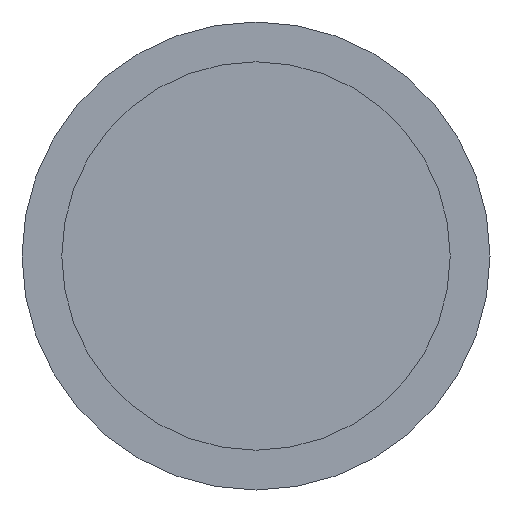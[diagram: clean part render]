
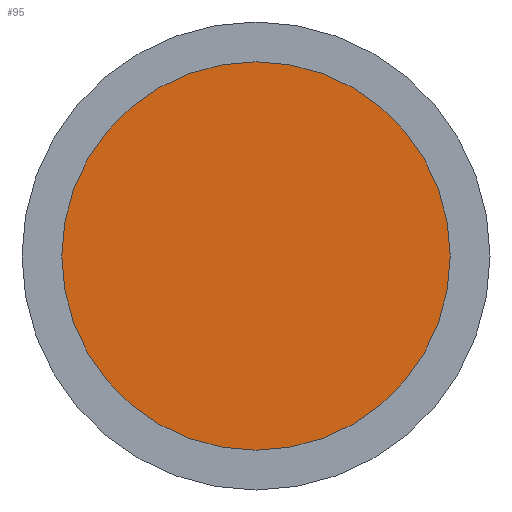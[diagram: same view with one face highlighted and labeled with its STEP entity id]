
A CAD part, front view. The second image highlights one B-rep face of the part: STEP entity #95.
In plain terms, the highlighted planar face has unit normal (0, -1, 0).
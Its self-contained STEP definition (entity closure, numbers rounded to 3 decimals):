
#95 = ADVANCED_FACE( '', ( #199 ), #200, .F. );
#199 = FACE_OUTER_BOUND( '', #334, .T. );
#200 = PLANE( '', #335 );
#334 = EDGE_LOOP( '', ( #508 ) );
#335 = AXIS2_PLACEMENT_3D( '', #509, #510, #511 );
#508 = ORIENTED_EDGE( '', *, *, #573, .T. );
#509 = CARTESIAN_POINT( '', ( 20.75, -3., 0. ) );
#510 = DIRECTION( '', ( 0., 1., 0. ) );
#511 = DIRECTION( '', ( 0., 0., 1. ) );
#573 = EDGE_CURVE( '', #661, #661, #662, .T. );
#661 = VERTEX_POINT( '', #776 );
#662 = CIRCLE( '', #777, 20.75 );
#776 = CARTESIAN_POINT( '', ( 0., -3., -20.75 ) );
#777 = AXIS2_PLACEMENT_3D( '', #876, #877, #878 );
#876 = CARTESIAN_POINT( '', ( 0., -3., 0. ) );
#877 = DIRECTION( '', ( 0., -1., 0. ) );
#878 = DIRECTION( '', ( 0., 0., -1. ) );
